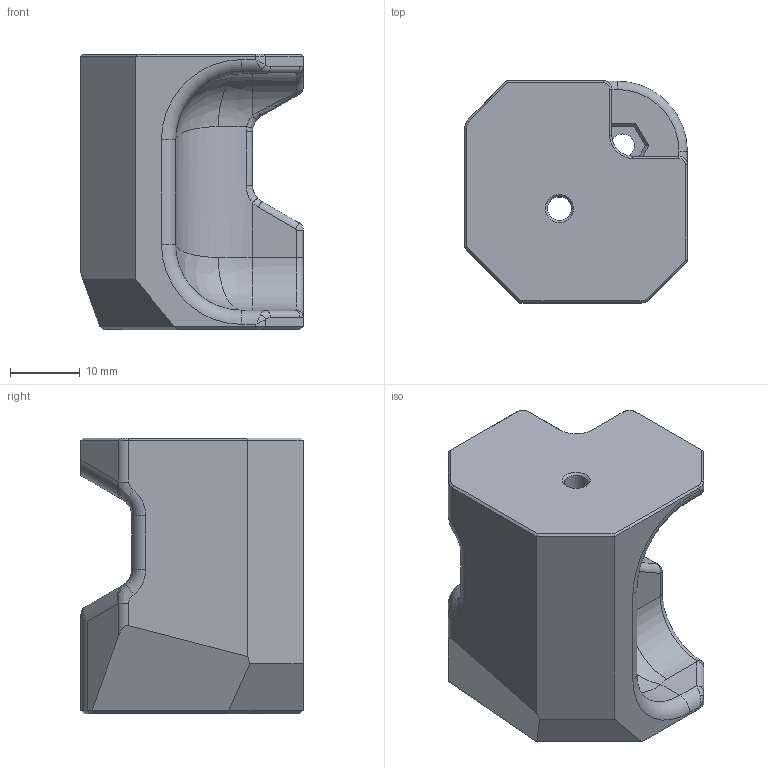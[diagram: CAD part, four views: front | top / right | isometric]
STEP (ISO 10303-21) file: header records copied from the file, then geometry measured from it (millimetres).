
FILE_DESCRIPTION(/* description */ (''),/* implementation_level */ '2;1');
FILE_NAME(/* name */ 'corner_front_left_x1.step',/* time_stamp */ '2025-12-31T11:21:28-05:00',/* author */ (''),/* organization */ (''),/* preprocessor_version */ 'ST-DEVELOPER v20.1',/* originating_system */ 'Autodesk Translation Framework v14.21.0.0',/* authorisation */ '');
FILE_SCHEMA (('AUTOMOTIVE_DESIGN { 1 0 10303 214 3 1 1 }'));
Length unit declared in the file: millimetre
Products named in the file (1): corner_front_left
Bounding box: 31.85 x 31.78 x 39.5 mm (x, y, z)
Volume: 22656.7 mm3; surface area: 6790.2 mm2
Topology: 1 solids, 1 shells, 183 faces, 445 edges, 263 vertices
Faces by surface type: plane 65, cylinder 49, bspline 36, cone 16, torus 14, sphere 3
Full cylindrical faces by diameter (mm): 1.6 x2, 3.4 x2, 6.6 x1
Entity records: 9735 total; most frequent: CARTESIAN_POINT 5561, ORIENTED_EDGE 880, DIRECTION 842, EDGE_CURVE 440, AXIS2_PLACEMENT_3D 318, VERTEX_POINT 263, LINE 206, VECTOR 206
